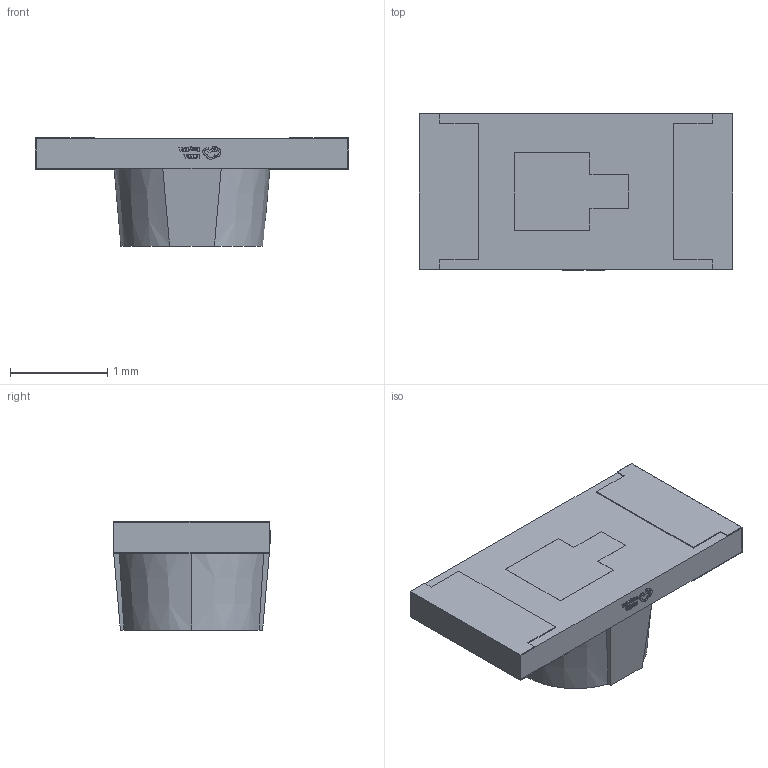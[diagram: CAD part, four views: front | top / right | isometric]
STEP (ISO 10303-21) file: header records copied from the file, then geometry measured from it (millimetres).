
FILE_DESCRIPTION (( 'STEP AP214' ), '1' );
FILE_NAME ('LED1206-RD-EH.step', '2022-07-08T13:32:43', ( '' ), ( '' ), 'SwSTEP 2.0', 'SolidWorks 2020', '' );
FILE_SCHEMA (( 'AUTOMOTIVE_DESIGN' ));
Length unit declared in the file: millimetre
Products named in the file (1): LED1206-RD-EH
Bounding box: 3.22 x 1.61 x 1.11 mm (x, y, z)
Volume: 3.1 mm3; surface area: 27.1 mm2
Topology: 3 solids, 3 shells, 286 faces, 776 edges, 516 vertices
Faces by surface type: plane 185, bspline 98, cone 3
Entity records: 12584 total; most frequent: CARTESIAN_POINT 2897, ORIENTED_EDGE 1552, DIRECTION 956, EDGE_CURVE 776, VECTOR 566, LINE 566, VERTEX_POINT 516, EDGE_LOOP 306
